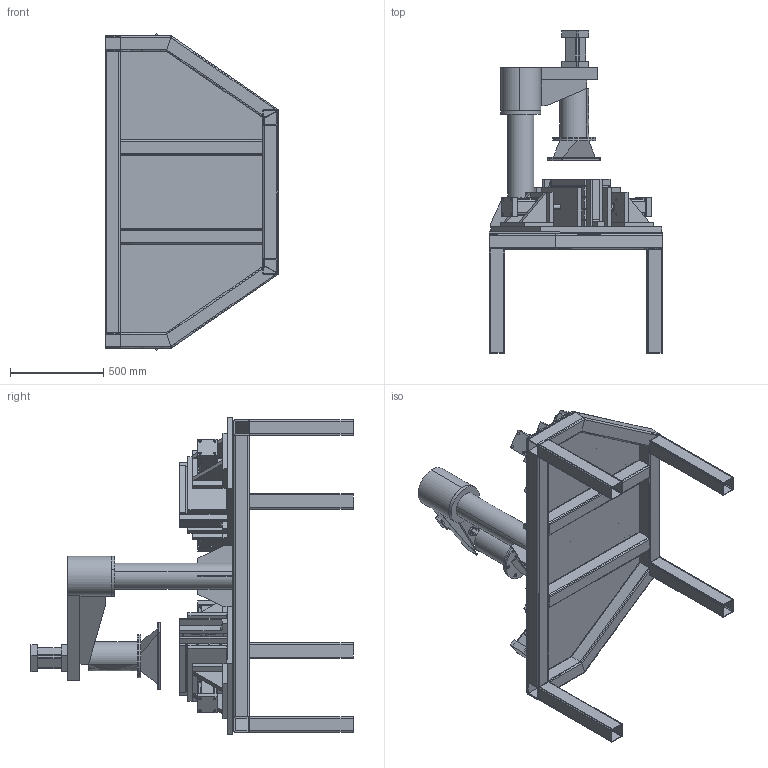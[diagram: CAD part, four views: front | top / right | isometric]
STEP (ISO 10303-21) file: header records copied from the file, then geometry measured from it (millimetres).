
FILE_DESCRIPTION(('FreeCAD Model'),'2;1');
FILE_NAME('Open CASCADE Shape Model','2025-05-07T18:26:45',('FreeCAD'),( 'FreeCAD'),'Open CASCADE STEP processor 7.6','FreeCAD','Unknown');
FILE_SCHEMA(('AUTOMOTIVE_DESIGN { 1 0 10303 214 1 1 1 1 }'));
Products named in the file (1): Open CASCADE STEP translator 7.6 1
Bounding box: 931.54 x 1726.69 x 1697.66 mm (x, y, z)
Volume: 107432331.4 mm3; surface area: 15110879.7 mm2
Topology: 67 solids, 67 shells, 2185 faces, 5618 edges, 3629 vertices
Faces by surface type: bspline 2185
Entity records: 93969 total; most frequent: CARTESIAN_POINT 61393, ORIENTED_EDGE 11172, EDGE_CURVE 5586, VERTEX_POINT 3629, B_SPLINE_CURVE_WITH_KNOTS 3553, FACE_BOUND 2649, EDGE_LOOP 2649, ADVANCED_FACE 2185
